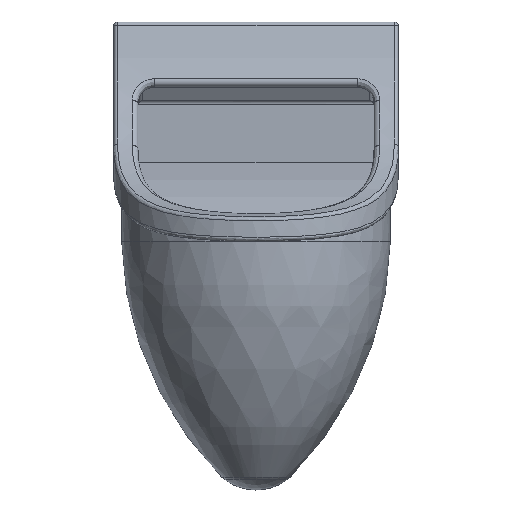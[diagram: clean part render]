
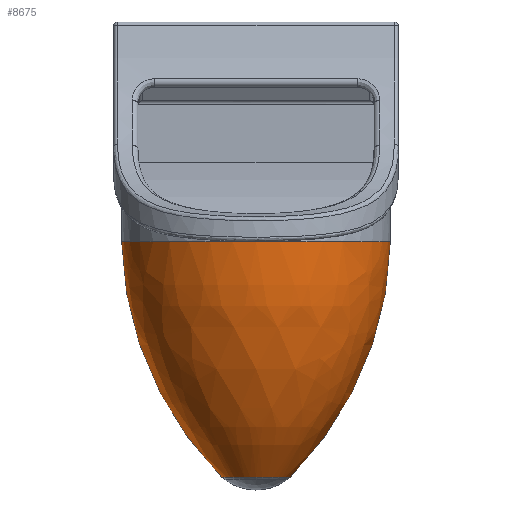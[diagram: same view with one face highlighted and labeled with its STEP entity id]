
A CAD part, front view. The second image highlights one B-rep face of the part: STEP entity #8675.
In plain terms, the highlighted free-form (B-spline) face has degree [2, 2] with [3, 9] control points.
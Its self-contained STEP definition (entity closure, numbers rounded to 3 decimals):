
#1581=CARTESIAN_POINT('',(-16.188,-309.086,0.0));
#1582=VERTEX_POINT('',#1581);
#1589=CARTESIAN_POINT('',(-139.283,-20.,0.0));
#1590=VERTEX_POINT('',#1589);
#1591=CARTESIAN_POINT('',(282.197,-11.281,0.0));
#1592=DIRECTION('',(0.0,0.0,-1.0));
#1593=DIRECTION('',(1.,0.021,0.0));
#1594=AXIS2_PLACEMENT_3D('',#1591,#1592,#1593);
#1595=CIRCLE('',#1594,421.57);
#1596=EDGE_CURVE('',#1582,#1590,#1595,.T.);
#4540=CARTESIAN_POINT('',(190.838,-20.0,0.));
#4541=VERTEX_POINT('',#4540);
#8433=CARTESIAN_POINT('',(25.777,-20.,0.0));
#8434=DIRECTION('',(0.0,1.0,0.0));
#8435=DIRECTION('',(-1.0,0.0,0.0));
#8436=AXIS2_PLACEMENT_3D('',#8433,#8434,#8435);
#8437=CIRCLE('',#8436,165.061);
#8438=EDGE_CURVE('',#1590,#4541,#8437,.T.);
#8513=CARTESIAN_POINT('',(67.742,-309.086,0.));
#8514=VERTEX_POINT('',#8513);
#8540=CARTESIAN_POINT('',(-230.642,-11.281,0.));
#8541=DIRECTION('',(0.,0.,1.0));
#8542=DIRECTION('',(-1.,0.021,0.));
#8543=AXIS2_PLACEMENT_3D('',#8540,#8541,#8542);
#8544=CIRCLE('',#8543,421.57);
#8545=EDGE_CURVE('',#8514,#4541,#8544,.T.);
#8622=CARTESIAN_POINT('',(25.777,-309.086,0.0));
#8623=DIRECTION('',(0.0,1.0,0.0));
#8624=DIRECTION('',(-1.0,0.0,0.0));
#8625=AXIS2_PLACEMENT_3D('',#8622,#8623,#8624);
#8626=CIRCLE('',#8625,41.965);
#8627=EDGE_CURVE('',#1582,#8514,#8626,.T.);
#8634=CARTESIAN_POINT('',(25.777,-309.086,-41.965));
#8635=CARTESIAN_POINT('',(25.777,-189.26,-161.559));
#8636=CARTESIAN_POINT('',(25.777,-20.,-165.061));
#8637=CARTESIAN_POINT('',(67.742,-309.086,-41.965));
#8638=CARTESIAN_POINT('',(187.337,-189.26,-161.559));
#8639=CARTESIAN_POINT('',(190.838,-20.,-165.061));
#8640=CARTESIAN_POINT('',(67.742,-309.086,0.));
#8641=CARTESIAN_POINT('',(187.337,-189.26,0.));
#8642=CARTESIAN_POINT('',(190.838,-20.,0.));
#8643=CARTESIAN_POINT('',(67.742,-309.086,41.965));
#8644=CARTESIAN_POINT('',(187.337,-189.26,161.559));
#8645=CARTESIAN_POINT('',(190.838,-20.,165.061));
#8646=CARTESIAN_POINT('',(25.777,-309.086,41.965));
#8647=CARTESIAN_POINT('',(25.777,-189.26,161.559));
#8648=CARTESIAN_POINT('',(25.777,-20.,165.061));
#8649=CARTESIAN_POINT('',(-16.188,-309.086,41.965));
#8650=CARTESIAN_POINT('',(-135.782,-189.26,161.559));
#8651=CARTESIAN_POINT('',(-139.283,-20.,165.061));
#8652=CARTESIAN_POINT('',(-16.188,-309.086,0.));
#8653=CARTESIAN_POINT('',(-135.782,-189.26,0.));
#8654=CARTESIAN_POINT('',(-139.283,-20.,0.));
#8655=CARTESIAN_POINT('',(-16.188,-309.086,-41.965));
#8656=CARTESIAN_POINT('',(-135.782,-189.26,-161.559));
#8657=CARTESIAN_POINT('',(-139.283,-20.,-165.061));
#8658=CARTESIAN_POINT('',(25.777,-309.086,-41.965));
#8659=CARTESIAN_POINT('',(25.777,-189.26,-161.559));
#8660=CARTESIAN_POINT('',(25.777,-20.,-165.061));
#8668=(BOUNDED_SURFACE()B_SPLINE_SURFACE(2,2,((#8634,#8637,#8640,#8643,#8646,#8649,#8652,#8655,#8658),(#8635,#8638,#8641,#8644,#8647,#8650,#8653,#8656,#8659),(#8636,#8639,#8642,#8645,#8648,#8651,#8654,#8657,#8660)),.UNSPECIFIED.,.F.,.T.,.U.)B_SPLINE_SURFACE_WITH_KNOTS((3,3),(3,2,2,2,3),(-0.784,-0.021),(0.0,1.571,3.142,4.712,6.283),.UNSPECIFIED.)GEOMETRIC_REPRESENTATION_ITEM()RATIONAL_B_SPLINE_SURFACE(((1.0,0.707,1.0,0.707,1.0,0.707,1.0,0.707,1.0),(0.928,0.656,0.928,0.656,0.928,0.656,0.928,0.656,0.928),(1.0,0.707,1.0,0.707,1.0,0.707,1.0,0.707,1.0)))REPRESENTATION_ITEM('')SURFACE());
#8669=ORIENTED_EDGE('',*,*,#8545,.T.);
#8670=ORIENTED_EDGE('',*,*,#8438,.F.);
#8671=ORIENTED_EDGE('',*,*,#1596,.F.);
#8672=ORIENTED_EDGE('',*,*,#8627,.T.);
#8673=EDGE_LOOP('',(#8669,#8670,#8671,#8672));
#8674=FACE_OUTER_BOUND('',#8673,.T.);
#8675=ADVANCED_FACE('',(#8674),#8668,.T.);
